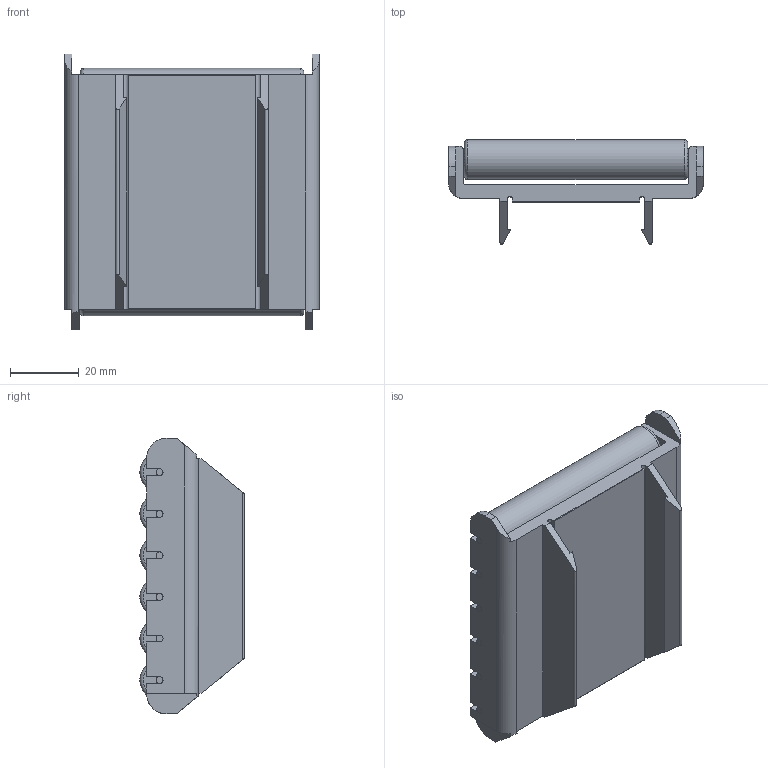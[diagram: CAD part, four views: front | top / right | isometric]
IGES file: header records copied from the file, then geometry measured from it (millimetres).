
Global section: file name: No Iges File Name specified; native system: AutoDesk Inventor R10; preprocessor: AutoDesk Inventor Iges Exporter R10; author: No Author specified; organization: No Organization specified; date: 20060412.121709; units: millimetre
Bounding box: 74 x 30.35 x 80.3 mm (x, y, z)
Volume: 72530.8 mm3; surface area: 33876.9 mm2
Topology: 7 solids, 7 shells, 171 faces, 418 edges, 273 vertices
Faces by surface type: plane 103, cylinder 40, revolution 16, torus 12
Full cylindrical faces by diameter (mm): 2 x12, 11.5 x6
